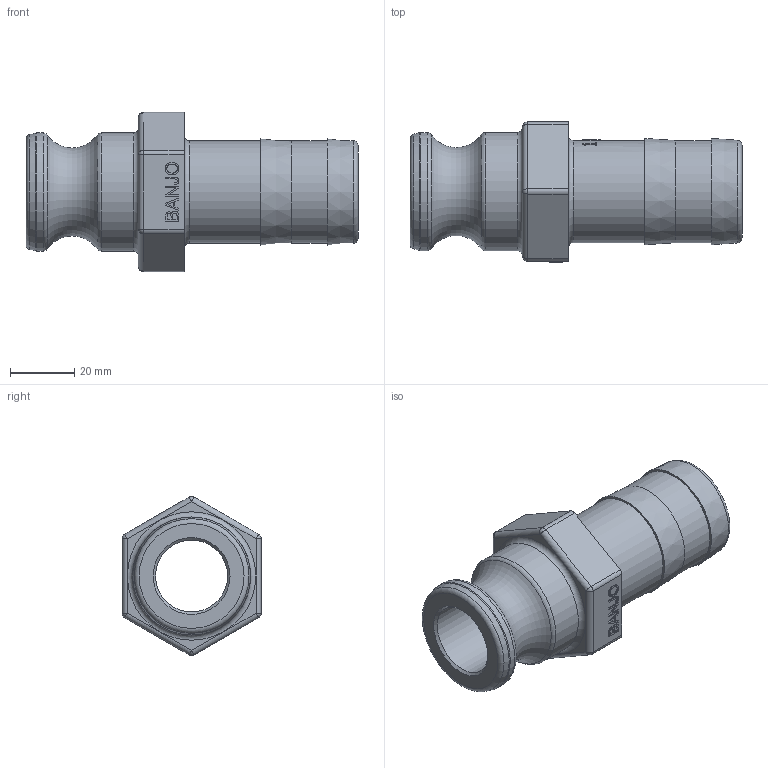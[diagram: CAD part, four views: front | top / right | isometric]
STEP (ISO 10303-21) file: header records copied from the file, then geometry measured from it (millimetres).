
FILE_DESCRIPTION(/* description */ ('1" Male Adapter X 1 1/4" HB'),/* implementation_level */ '2;1');
FILE_NAME(/* name */ '125E.stp',/* time_stamp */ '2014-02-25T09:22:27-05:00',/* author */ ('DTruax'),/* organization */ (''),/* preprocessor_version */ 'ST-DEVELOPER v15.2',/* originating_system */ 'Autodesk Inventor 2014',/* authorisation */ '');
FILE_SCHEMA (('AUTOMOTIVE_DESIGN { 1 0 10303 214 3 1 1 }'));
Length unit declared in the file: inch
Products named in the file (1): 125E
Bounding box: 103.19 x 43.51 x 49.46 mm (x, y, z)
Volume: 49487.6 mm3; surface area: 21550.2 mm2
Topology: 1 solids, 1 shells, 239 faces, 602 edges, 390 vertices
Faces by surface type: plane 135, bspline 57, cylinder 26, torus 10, sphere 6, cone 5
Full cylindrical faces by diameter (mm): 11.176 x1, 22.352 x1, 25.4 x1, 31.75 x2, 36.728 x2
Entity records: 9475 total; most frequent: CARTESIAN_POINT 4200, ORIENTED_EDGE 1160, DIRECTION 871, EDGE_CURVE 580, VERTEX_POINT 390, LINE 355, VECTOR 355, EDGE_LOOP 288
